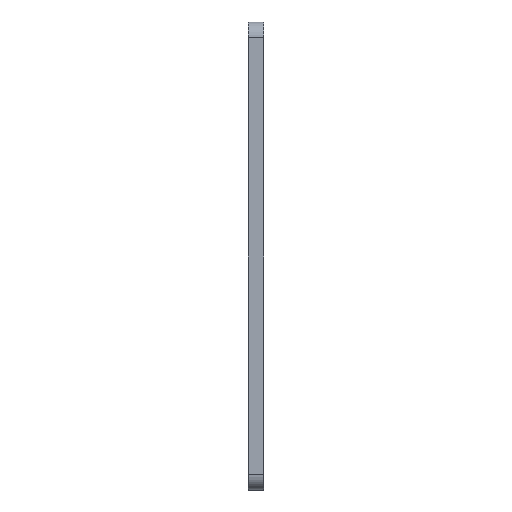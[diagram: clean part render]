
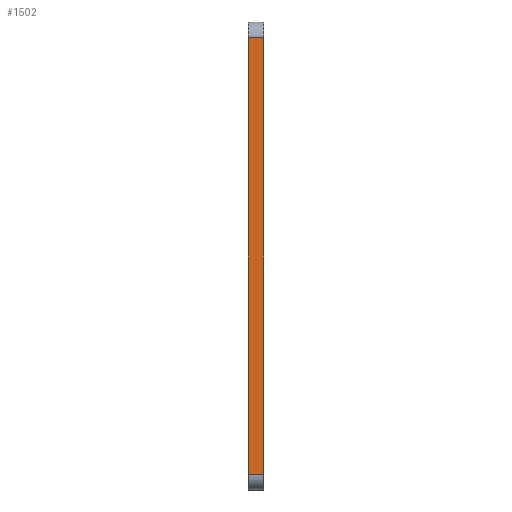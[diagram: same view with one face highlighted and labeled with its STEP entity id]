
A CAD part, left-side view. The second image highlights one B-rep face of the part: STEP entity #1502.
In plain terms, the highlighted planar face has unit normal (-1, 0, 0).
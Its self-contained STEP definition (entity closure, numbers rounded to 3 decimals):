
#179 = LINE ( 'NONE', #1281, #3845 ) ;
#430 = LINE ( 'NONE', #3842, #4885 ) ;
#511 = DIRECTION ( 'NONE',  ( 0., 0., 1. ) ) ;
#750 = EDGE_CURVE ( 'NONE', #5835, #4144, #179, .T. ) ;
#791 = AXIS2_PLACEMENT_3D ( 'NONE', #2864, #2693, #2219 ) ;
#1186 = DIRECTION ( 'NONE',  ( 0., -1., 0. ) ) ;
#1188 = CARTESIAN_POINT ( 'NONE',  ( -63.5, 0., 41. ) ) ;
#1208 = VECTOR ( 'NONE', #5623, 1000. ) ;
#1281 = CARTESIAN_POINT ( 'NONE',  ( -63.5, 3., -41. ) ) ;
#1421 = EDGE_LOOP ( 'NONE', ( #4379, #4574, #4461, #5185 ) ) ;
#1502 = ADVANCED_FACE ( 'NONE', ( #4209 ), #4711, .F. ) ;
#1799 = CARTESIAN_POINT ( 'NONE',  ( -63.5, 0., -41. ) ) ;
#2219 = DIRECTION ( 'NONE',  ( 0., 0., -1. ) ) ;
#2239 = VECTOR ( 'NONE', #3553, 1000. ) ;
#2412 = CARTESIAN_POINT ( 'NONE',  ( -63.5, 3., 41. ) ) ;
#2588 = CARTESIAN_POINT ( 'NONE',  ( -63.5, 0., 41. ) ) ;
#2603 = EDGE_CURVE ( 'NONE', #2795, #6126, #5283, .T. ) ;
#2693 = DIRECTION ( 'NONE',  ( 1., 0., 0. ) ) ;
#2795 = VERTEX_POINT ( 'NONE', #2412 ) ;
#2864 = CARTESIAN_POINT ( 'NONE',  ( -63.5, 3., 41. ) ) ;
#3355 = CARTESIAN_POINT ( 'NONE',  ( -63.5, 3., -41. ) ) ;
#3553 = DIRECTION ( 'NONE',  ( 0., 0., 1. ) ) ;
#3842 = CARTESIAN_POINT ( 'NONE',  ( -63.5, 3., 41. ) ) ;
#3845 = VECTOR ( 'NONE', #1186, 1000. ) ;
#4144 = VERTEX_POINT ( 'NONE', #1799 ) ;
#4209 = FACE_OUTER_BOUND ( 'NONE', #1421, .T. ) ;
#4379 = ORIENTED_EDGE ( 'NONE', *, *, #4449, .T. ) ;
#4449 = EDGE_CURVE ( 'NONE', #4144, #6126, #4903, .T. ) ;
#4461 = ORIENTED_EDGE ( 'NONE', *, *, #5847, .F. ) ;
#4574 = ORIENTED_EDGE ( 'NONE', *, *, #2603, .F. ) ;
#4711 = PLANE ( 'NONE',  #791 ) ;
#4885 = VECTOR ( 'NONE', #511, 1000. ) ;
#4903 = LINE ( 'NONE', #1188, #2239 ) ;
#5185 = ORIENTED_EDGE ( 'NONE', *, *, #750, .T. ) ;
#5283 = LINE ( 'NONE', #5348, #1208 ) ;
#5348 = CARTESIAN_POINT ( 'NONE',  ( -63.5, 3., 41. ) ) ;
#5623 = DIRECTION ( 'NONE',  ( 0., -1., 0. ) ) ;
#5835 = VERTEX_POINT ( 'NONE', #3355 ) ;
#5847 = EDGE_CURVE ( 'NONE', #5835, #2795, #430, .T. ) ;
#6126 = VERTEX_POINT ( 'NONE', #2588 ) ;
